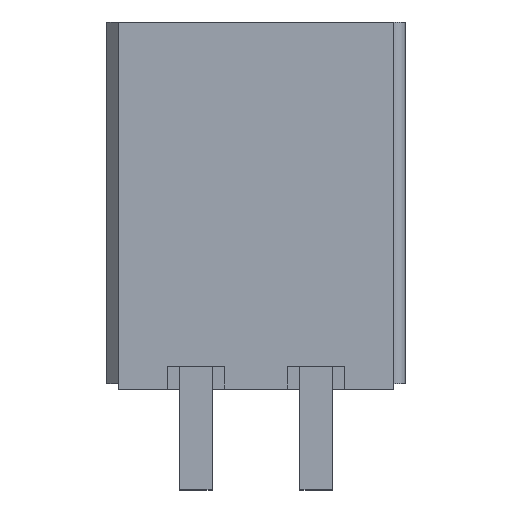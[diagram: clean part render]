
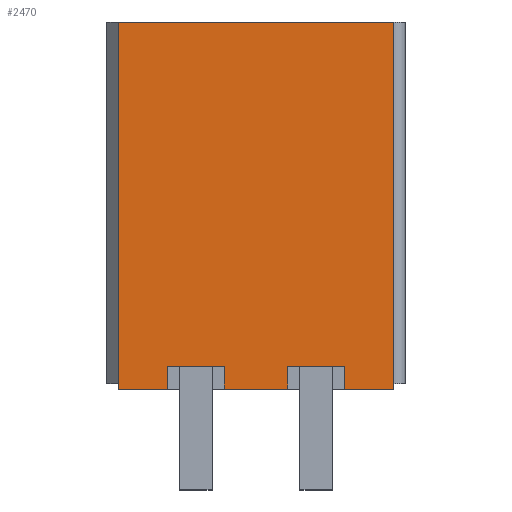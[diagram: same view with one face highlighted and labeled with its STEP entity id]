
A CAD part, top view. The second image highlights one B-rep face of the part: STEP entity #2470.
In plain terms, the highlighted planar face has unit normal (0, 0, 1).
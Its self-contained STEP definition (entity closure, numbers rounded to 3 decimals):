
#133=FACE_OUTER_BOUND('',#270,.T.);
#270=EDGE_LOOP('',(#1914,#1915,#1916,#1917,#1918,#1919,#1920,#1921,#1922,
#1923,#1924,#1925));
#363=LINE('',#3335,#704);
#441=LINE('',#3496,#782);
#474=LINE('',#3560,#815);
#487=LINE('',#3585,#828);
#495=LINE('',#3599,#836);
#497=LINE('',#3603,#838);
#520=LINE('',#3643,#861);
#523=LINE('',#3649,#864);
#552=LINE('',#3708,#893);
#553=LINE('',#3709,#894);
#554=LINE('',#3710,#895);
#555=LINE('',#3711,#896);
#704=VECTOR('',#2718,12.8);
#782=VECTOR('',#2828,2.);
#815=VECTOR('',#2867,2.);
#828=VECTOR('',#2886,1.7);
#836=VECTOR('',#2898,2.2);
#838=VECTOR('',#2902,1.7);
#861=VECTOR('',#2949,12.8);
#864=VECTOR('',#2958,9.6);
#893=VECTOR('',#2999,0.8);
#894=VECTOR('',#3000,0.8);
#895=VECTOR('',#3001,0.8);
#896=VECTOR('',#3002,0.8);
#1045=VERTEX_POINT('',#3332);
#1046=VERTEX_POINT('',#3334);
#1112=VERTEX_POINT('',#3494);
#1113=VERTEX_POINT('',#3495);
#1140=VERTEX_POINT('',#3558);
#1141=VERTEX_POINT('',#3559);
#1149=VERTEX_POINT('',#3583);
#1150=VERTEX_POINT('',#3584);
#1153=VERTEX_POINT('',#3595);
#1154=VERTEX_POINT('',#3597);
#1155=VERTEX_POINT('',#3601);
#1160=VERTEX_POINT('',#3641);
#1273=EDGE_CURVE('',#1046,#1045,#363,.T.);
#1352=EDGE_CURVE('',#1112,#1113,#441,.T.);
#1385=EDGE_CURVE('',#1140,#1141,#474,.T.);
#1398=EDGE_CURVE('',#1149,#1150,#487,.T.);
#1406=EDGE_CURVE('',#1153,#1154,#495,.T.);
#1408=EDGE_CURVE('',#1045,#1155,#497,.T.);
#1431=EDGE_CURVE('',#1160,#1150,#520,.T.);
#1435=EDGE_CURVE('',#1046,#1160,#523,.T.);
#1464=EDGE_CURVE('',#1153,#1141,#552,.T.);
#1465=EDGE_CURVE('',#1154,#1112,#553,.T.);
#1466=EDGE_CURVE('',#1149,#1113,#554,.T.);
#1467=EDGE_CURVE('',#1155,#1140,#555,.T.);
#1914=ORIENTED_EDGE('',*,*,#1385,.T.);
#1915=ORIENTED_EDGE('',*,*,#1464,.F.);
#1916=ORIENTED_EDGE('',*,*,#1406,.T.);
#1917=ORIENTED_EDGE('',*,*,#1465,.T.);
#1918=ORIENTED_EDGE('',*,*,#1352,.T.);
#1919=ORIENTED_EDGE('',*,*,#1466,.F.);
#1920=ORIENTED_EDGE('',*,*,#1398,.T.);
#1921=ORIENTED_EDGE('',*,*,#1431,.F.);
#1922=ORIENTED_EDGE('',*,*,#1435,.F.);
#1923=ORIENTED_EDGE('',*,*,#1273,.T.);
#1924=ORIENTED_EDGE('',*,*,#1408,.T.);
#1925=ORIENTED_EDGE('',*,*,#1467,.T.);
#2341=PLANE('',#2621);
#2470=ADVANCED_FACE('',(#133),#2341,.T.);
#2621=AXIS2_PLACEMENT_3D('',#3707,#2997,#2998);
#2718=DIRECTION('',(0.,-1.,0.));
#2828=DIRECTION('',(1.,0.,0.));
#2867=DIRECTION('',(1.,0.,0.));
#2886=DIRECTION('',(1.,0.,0.));
#2898=DIRECTION('',(1.,0.,0.));
#2902=DIRECTION('',(1.,0.,0.));
#2949=DIRECTION('',(0.,-1.,0.));
#2958=DIRECTION('',(1.,0.,0.));
#2997=DIRECTION('center_axis',(0.,0.,1.));
#2998=DIRECTION('ref_axis',(0.,-1.,0.));
#2999=DIRECTION('',(0.,1.,0.));
#3000=DIRECTION('',(0.,1.,0.));
#3001=DIRECTION('',(0.,1.,0.));
#3002=DIRECTION('',(0.,1.,0.));
#3332=CARTESIAN_POINT('',(-4.8,0.,4.8));
#3334=CARTESIAN_POINT('',(-4.8,12.8,4.8));
#3335=CARTESIAN_POINT('',(-4.8,12.8,4.8));
#3494=CARTESIAN_POINT('',(1.1,0.8,4.8));
#3495=CARTESIAN_POINT('',(3.1,0.8,4.8));
#3496=CARTESIAN_POINT('',(1.1,0.8,4.8));
#3558=CARTESIAN_POINT('',(-3.1,0.8,4.8));
#3559=CARTESIAN_POINT('',(-1.1,0.8,4.8));
#3560=CARTESIAN_POINT('',(-3.1,0.8,4.8));
#3583=CARTESIAN_POINT('',(3.1,0.,4.8));
#3584=CARTESIAN_POINT('',(4.8,0.,4.8));
#3585=CARTESIAN_POINT('',(3.1,0.,4.8));
#3595=CARTESIAN_POINT('',(-1.1,0.,4.8));
#3597=CARTESIAN_POINT('',(1.1,0.,4.8));
#3599=CARTESIAN_POINT('',(-1.1,0.,4.8));
#3601=CARTESIAN_POINT('',(-3.1,0.,4.8));
#3603=CARTESIAN_POINT('',(-4.8,0.,4.8));
#3641=CARTESIAN_POINT('',(4.8,12.8,4.8));
#3643=CARTESIAN_POINT('',(4.8,12.8,4.8));
#3649=CARTESIAN_POINT('',(-4.8,12.8,4.8));
#3707=CARTESIAN_POINT('Origin',(-4.8,12.8,4.8));
#3708=CARTESIAN_POINT('',(-1.1,0.,4.8));
#3709=CARTESIAN_POINT('',(1.1,0.,4.8));
#3710=CARTESIAN_POINT('',(3.1,0.,4.8));
#3711=CARTESIAN_POINT('',(-3.1,0.,4.8));
